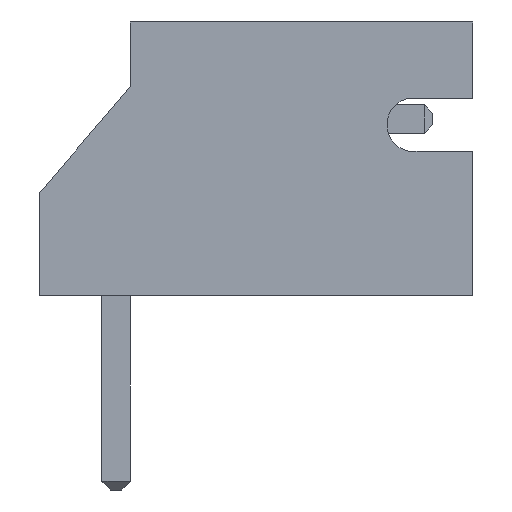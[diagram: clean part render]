
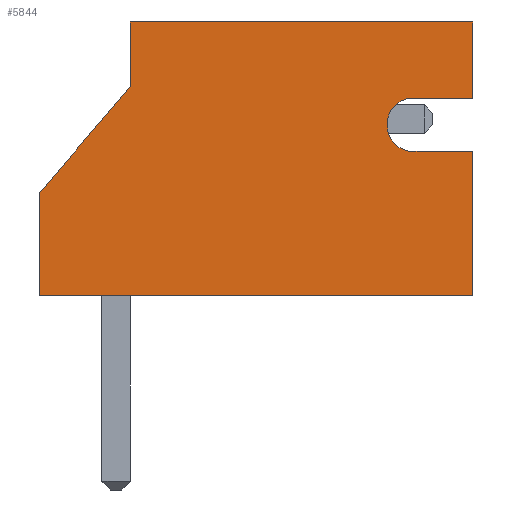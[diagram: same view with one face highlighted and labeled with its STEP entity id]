
A CAD part, left-side view. The second image highlights one B-rep face of the part: STEP entity #5844.
In plain terms, the highlighted planar face has unit normal (-1, 0, 0).
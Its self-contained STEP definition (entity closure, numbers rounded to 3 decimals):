
#317 = VERTEX_POINT ( 'NONE', #1085 ) ;
#774 = DIRECTION ( 'NONE',  ( -1., 0., 0. ) ) ;
#1017 = EDGE_CURVE ( 'NONE', #14217, #8067, #1228, .T. ) ;
#1085 = CARTESIAN_POINT ( 'NONE',  ( -4.95, -6.25, 4.8 ) ) ;
#1228 = LINE ( 'NONE', #12713, #10833 ) ;
#1268 = VERTEX_POINT ( 'NONE', #16892 ) ;
#1480 = ORIENTED_EDGE ( 'NONE', *, *, #14509, .T. ) ;
#1518 = DIRECTION ( 'NONE',  ( 1., 0., 0. ) ) ;
#1620 = EDGE_CURVE ( 'NONE', #317, #6354, #17757, .T. ) ;
#1731 = EDGE_LOOP ( 'NONE', ( #10983, #4195, #4840, #8267, #1480, #15353, #6133, #2699, #12841, #2598, #9564, #15917 ) ) ;
#1899 = DIRECTION ( 'NONE',  ( 0., 0., -1. ) ) ;
#2039 = CARTESIAN_POINT ( 'NONE',  ( -4.95, -0.25, 3.671 ) ) ;
#2068 = VERTEX_POINT ( 'NONE', #4935 ) ;
#2598 = ORIENTED_EDGE ( 'NONE', *, *, #15299, .F. ) ;
#2699 = ORIENTED_EDGE ( 'NONE', *, *, #3371, .F. ) ;
#2805 = CARTESIAN_POINT ( 'NONE',  ( -4.95, -5.2, 3.018 ) ) ;
#2907 = FACE_OUTER_BOUND ( 'NONE', #1731, .T. ) ;
#3018 = DIRECTION ( 'NONE',  ( 0., -1., 0. ) ) ;
#3095 = EDGE_CURVE ( 'NONE', #11323, #14217, #3149, .T. ) ;
#3102 = PLANE ( 'NONE',  #11751 ) ;
#3149 = LINE ( 'NONE', #17871, #8000 ) ;
#3371 = EDGE_CURVE ( 'NONE', #2068, #11323, #5635, .T. ) ;
#3600 = VECTOR ( 'NONE', #4786, 1000. ) ;
#3802 = VERTEX_POINT ( 'NONE', #9950 ) ;
#4195 = ORIENTED_EDGE ( 'NONE', *, *, #13008, .F. ) ;
#4209 = CARTESIAN_POINT ( 'NONE',  ( -4.95, -6.25, 0. ) ) ;
#4786 = DIRECTION ( 'NONE',  ( 0., -0.649, 0.76 ) ) ;
#4840 = ORIENTED_EDGE ( 'NONE', *, *, #5937, .F. ) ;
#4935 = CARTESIAN_POINT ( 'NONE',  ( -4.95, -4.75, 2.982 ) ) ;
#5556 = VECTOR ( 'NONE', #3018, 1000. ) ;
#5635 = CIRCLE ( 'NONE', #16132, 0.45 ) ;
#5844 = ADVANCED_FACE ( 'NONE', ( #2907 ), #3102, .F. ) ;
#5937 = EDGE_CURVE ( 'NONE', #1268, #7101, #9288, .T. ) ;
#6069 = LINE ( 'NONE', #16129, #13935 ) ;
#6133 = ORIENTED_EDGE ( 'NONE', *, *, #3095, .F. ) ;
#6354 = VERTEX_POINT ( 'NONE', #14561 ) ;
#6370 = EDGE_CURVE ( 'NONE', #10584, #2068, #17247, .T. ) ;
#6489 = CARTESIAN_POINT ( 'NONE',  ( -4.95, 1.35, 0. ) ) ;
#7045 = DIRECTION ( 'NONE',  ( 0., 0., 1. ) ) ;
#7101 = VERTEX_POINT ( 'NONE', #18554 ) ;
#7159 = EDGE_CURVE ( 'NONE', #1268, #17454, #7718, .T. ) ;
#7296 = DIRECTION ( 'NONE',  ( 0., -1., 0. ) ) ;
#7420 = DIRECTION ( 'NONE',  ( 0., 0., -1. ) ) ;
#7718 = LINE ( 'NONE', #14813, #16113 ) ;
#7963 = LINE ( 'NONE', #10706, #12084 ) ;
#8000 = VECTOR ( 'NONE', #10579, 1000. ) ;
#8067 = VERTEX_POINT ( 'NONE', #4209 ) ;
#8267 = ORIENTED_EDGE ( 'NONE', *, *, #7159, .T. ) ;
#8454 = CIRCLE ( 'NONE', #10866, 0.45 ) ;
#8764 = EDGE_CURVE ( 'NONE', #6354, #9462, #7963, .T. ) ;
#9288 = LINE ( 'NONE', #2039, #3600 ) ;
#9322 = DIRECTION ( 'NONE',  ( 0., 0., 1. ) ) ;
#9462 = VERTEX_POINT ( 'NONE', #10825 ) ;
#9564 = ORIENTED_EDGE ( 'NONE', *, *, #8764, .F. ) ;
#9950 = CARTESIAN_POINT ( 'NONE',  ( -4.95, -0.25, 4.8 ) ) ;
#10085 = CARTESIAN_POINT ( 'NONE',  ( -4.95, 1.35, 4.8 ) ) ;
#10579 = DIRECTION ( 'NONE',  ( 0., -1., 0. ) ) ;
#10584 = VERTEX_POINT ( 'NONE', #10745 ) ;
#10706 = CARTESIAN_POINT ( 'NONE',  ( -4.95, -6.25, 3.468 ) ) ;
#10731 = DIRECTION ( 'NONE',  ( 0., 0., -1. ) ) ;
#10745 = CARTESIAN_POINT ( 'NONE',  ( -4.95, -4.75, 3.018 ) ) ;
#10761 = EDGE_CURVE ( 'NONE', #3802, #317, #15908, .T. ) ;
#10825 = CARTESIAN_POINT ( 'NONE',  ( -4.95, -5.2, 3.468 ) ) ;
#10833 = VECTOR ( 'NONE', #17005, 1000. ) ;
#10866 = AXIS2_PLACEMENT_3D ( 'NONE', #2805, #11498, #12901 ) ;
#10983 = ORIENTED_EDGE ( 'NONE', *, *, #10761, .F. ) ;
#11224 = CARTESIAN_POINT ( 'NONE',  ( -4.95, 1.35, 4.8 ) ) ;
#11311 = LINE ( 'NONE', #15519, #16901 ) ;
#11323 = VERTEX_POINT ( 'NONE', #12961 ) ;
#11498 = DIRECTION ( 'NONE',  ( -1., 0., 0. ) ) ;
#11751 = AXIS2_PLACEMENT_3D ( 'NONE', #10085, #1518, #7420 ) ;
#12084 = VECTOR ( 'NONE', #13635, 1000. ) ;
#12713 = CARTESIAN_POINT ( 'NONE',  ( -4.95, -6.25, 4.8 ) ) ;
#12801 = CARTESIAN_POINT ( 'NONE',  ( -4.95, -6.25, 2.532 ) ) ;
#12841 = ORIENTED_EDGE ( 'NONE', *, *, #6370, .F. ) ;
#12901 = DIRECTION ( 'NONE',  ( 0., 0., 1. ) ) ;
#12961 = CARTESIAN_POINT ( 'NONE',  ( -4.95, -5.2, 2.532 ) ) ;
#13008 = EDGE_CURVE ( 'NONE', #7101, #3802, #11311, .T. ) ;
#13142 = CARTESIAN_POINT ( 'NONE',  ( -4.95, -4.75, 3.018 ) ) ;
#13635 = DIRECTION ( 'NONE',  ( 0., 1., 0. ) ) ;
#13935 = VECTOR ( 'NONE', #7296, 1000. ) ;
#14179 = DIRECTION ( 'NONE',  ( 0., 0., -1. ) ) ;
#14217 = VERTEX_POINT ( 'NONE', #12801 ) ;
#14509 = EDGE_CURVE ( 'NONE', #17454, #8067, #6069, .T. ) ;
#14561 = CARTESIAN_POINT ( 'NONE',  ( -4.95, -6.25, 3.468 ) ) ;
#14813 = CARTESIAN_POINT ( 'NONE',  ( -4.95, 1.35, 4.8 ) ) ;
#14890 = CARTESIAN_POINT ( 'NONE',  ( -4.95, -5.2, 2.982 ) ) ;
#14894 = VECTOR ( 'NONE', #14179, 1000. ) ;
#14978 = CARTESIAN_POINT ( 'NONE',  ( -4.95, -6.25, 4.8 ) ) ;
#15299 = EDGE_CURVE ( 'NONE', #9462, #10584, #8454, .T. ) ;
#15353 = ORIENTED_EDGE ( 'NONE', *, *, #1017, .F. ) ;
#15519 = CARTESIAN_POINT ( 'NONE',  ( -4.95, -0.25, 4.8 ) ) ;
#15622 = VECTOR ( 'NONE', #10731, 1000. ) ;
#15908 = LINE ( 'NONE', #11224, #5556 ) ;
#15917 = ORIENTED_EDGE ( 'NONE', *, *, #1620, .F. ) ;
#16113 = VECTOR ( 'NONE', #1899, 1000. ) ;
#16129 = CARTESIAN_POINT ( 'NONE',  ( -4.95, 1.35, 0. ) ) ;
#16132 = AXIS2_PLACEMENT_3D ( 'NONE', #14890, #774, #9322 ) ;
#16892 = CARTESIAN_POINT ( 'NONE',  ( -4.95, 1.35, 1.797 ) ) ;
#16901 = VECTOR ( 'NONE', #7045, 1000. ) ;
#17005 = DIRECTION ( 'NONE',  ( 0., 0., -1. ) ) ;
#17247 = LINE ( 'NONE', #13142, #14894 ) ;
#17454 = VERTEX_POINT ( 'NONE', #6489 ) ;
#17757 = LINE ( 'NONE', #14978, #15622 ) ;
#17871 = CARTESIAN_POINT ( 'NONE',  ( -4.95, -6.25, 2.532 ) ) ;
#18554 = CARTESIAN_POINT ( 'NONE',  ( -4.95, -0.25, 3.671 ) ) ;
